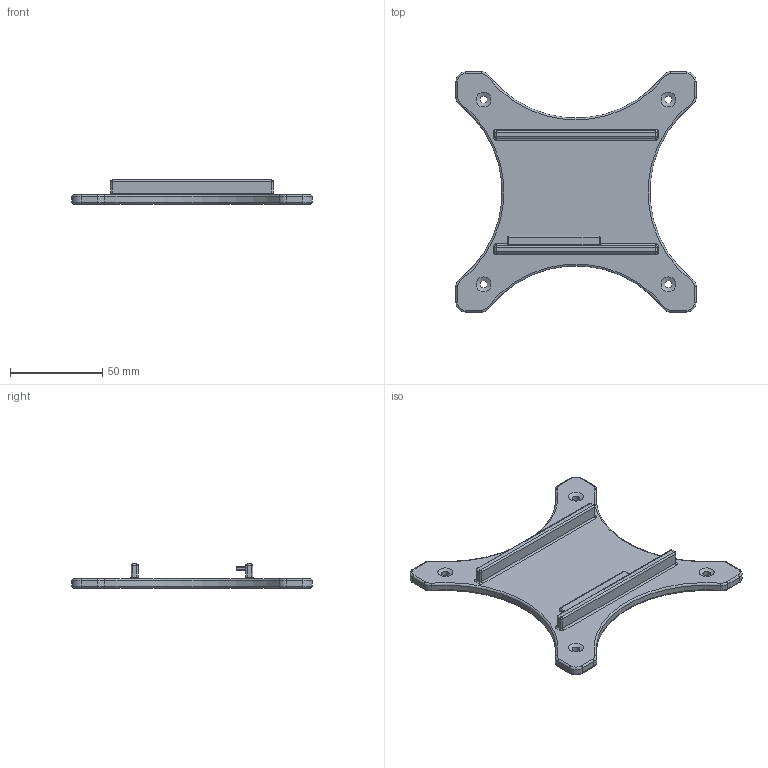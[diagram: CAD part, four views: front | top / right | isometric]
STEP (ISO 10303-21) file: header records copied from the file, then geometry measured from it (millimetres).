
FILE_DESCRIPTION(('Open CASCADE Model'),'2;1');
FILE_NAME('Open CASCADE Shape Model','2023-10-09T21:09:23',('Author'),( 'Open CASCADE'),'Open CASCADE STEP processor 7.7','Open CASCADE 7.7' ,'Unknown');
FILE_SCHEMA(('AUTOMOTIVE_DESIGN { 1 0 10303 214 1 1 1 1 }'));
Length unit declared in the file: millimetre
Products named in the file (1): Open CASCADE STEP translator 7.7 1
Bounding box: 130 x 130 x 13 mm (x, y, z)
Volume: 55773.9 mm3; surface area: 25688.9 mm2
Topology: 1 solids, 1 shells, 157 faces, 356 edges, 192 vertices
Faces by surface type: cylinder 72, torus 44, plane 25, sphere 12, cone 4
Full cylindrical faces by diameter (mm): 4 x4
Entity records: 8649 total; most frequent: CARTESIAN_POINT 1744, DIRECTION 1329, ORIENTED_EDGE 688, PCURVE 688, DEFINITIONAL_REPRESENTATION 688, LINE 572, VECTOR 572, AXIS2_PLACEMENT_3D 366
